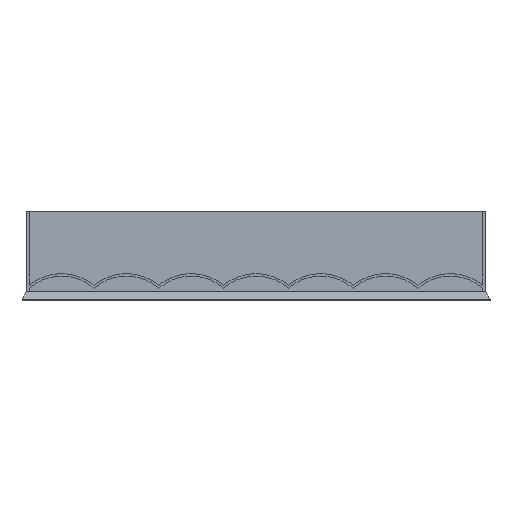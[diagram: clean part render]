
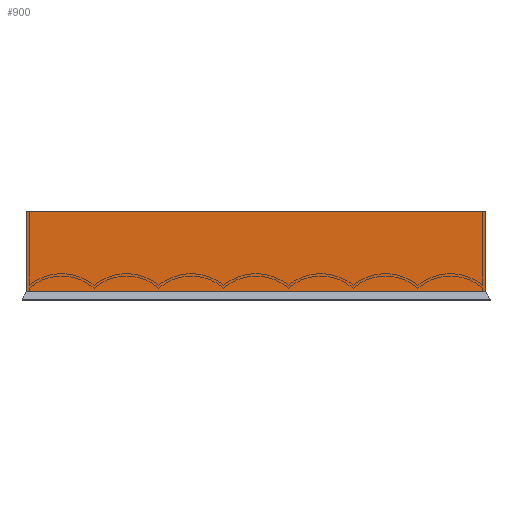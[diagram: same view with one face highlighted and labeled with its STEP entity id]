
A CAD part, left-side view. The second image highlights one B-rep face of the part: STEP entity #900.
In plain terms, the highlighted planar face has unit normal (-1, 0, 0).
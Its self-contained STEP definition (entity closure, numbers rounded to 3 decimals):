
#30 = VERTEX_POINT ( 'NONE', #360 ) ;
#51 = FACE_OUTER_BOUND ( 'NONE', #1731, .T. ) ;
#57 = CARTESIAN_POINT ( 'NONE',  ( -288.5, -188.5, 73. ) ) ;
#104 = ORIENTED_EDGE ( 'NONE', *, *, #1561, .T. ) ;
#165 = LINE ( 'NONE', #1517, #1653 ) ;
#299 = LINE ( 'NONE', #1142, #385 ) ;
#360 = CARTESIAN_POINT ( 'NONE',  ( -288.5, 188.5, 73. ) ) ;
#385 = VECTOR ( 'NONE', #2079, 1000. ) ;
#419 = LINE ( 'NONE', #1005, #2317 ) ;
#620 = PLANE ( 'NONE',  #1912 ) ;
#679 = EDGE_CURVE ( 'NONE', #1876, #1455, #299, .T. ) ;
#815 = VECTOR ( 'NONE', #2198, 1000. ) ;
#825 = DIRECTION ( 'NONE',  ( -1., 0., 0. ) ) ;
#900 = ADVANCED_FACE ( 'NONE', ( #51 ), #620, .T. ) ;
#1005 = CARTESIAN_POINT ( 'NONE',  ( -288.5, -188.5, 7. ) ) ;
#1011 = CARTESIAN_POINT ( 'NONE',  ( -288.5, -188.5, 73. ) ) ;
#1015 = EDGE_CURVE ( 'NONE', #30, #1187, #165, .T. ) ;
#1092 = CARTESIAN_POINT ( 'NONE',  ( -288.5, -188.5, 7. ) ) ;
#1142 = CARTESIAN_POINT ( 'NONE',  ( -288.5, -188.5, 73. ) ) ;
#1187 = VERTEX_POINT ( 'NONE', #2288 ) ;
#1293 = LINE ( 'NONE', #57, #815 ) ;
#1455 = VERTEX_POINT ( 'NONE', #1092 ) ;
#1459 = ORIENTED_EDGE ( 'NONE', *, *, #2263, .T. ) ;
#1517 = CARTESIAN_POINT ( 'NONE',  ( -288.5, 188.5, 73. ) ) ;
#1525 = DIRECTION ( 'NONE',  ( 0., -1., 0. ) ) ;
#1561 = EDGE_CURVE ( 'NONE', #1876, #30, #1293, .T. ) ;
#1653 = VECTOR ( 'NONE', #2414, 1000. ) ;
#1705 = ORIENTED_EDGE ( 'NONE', *, *, #679, .F. ) ;
#1731 = EDGE_LOOP ( 'NONE', ( #2073, #1459, #1705, #104 ) ) ;
#1876 = VERTEX_POINT ( 'NONE', #1011 ) ;
#1912 = AXIS2_PLACEMENT_3D ( 'NONE', #1961, #825, #2132 ) ;
#1961 = CARTESIAN_POINT ( 'NONE',  ( -288.5, -188.5, 73. ) ) ;
#2073 = ORIENTED_EDGE ( 'NONE', *, *, #1015, .T. ) ;
#2079 = DIRECTION ( 'NONE',  ( 0., 0., -1. ) ) ;
#2132 = DIRECTION ( 'NONE',  ( 0., 0., -1. ) ) ;
#2198 = DIRECTION ( 'NONE',  ( 0., 1., 0. ) ) ;
#2263 = EDGE_CURVE ( 'NONE', #1187, #1455, #419, .T. ) ;
#2288 = CARTESIAN_POINT ( 'NONE',  ( -288.5, 188.5, 7. ) ) ;
#2317 = VECTOR ( 'NONE', #1525, 1000. ) ;
#2414 = DIRECTION ( 'NONE',  ( 0., 0., -1. ) ) ;
